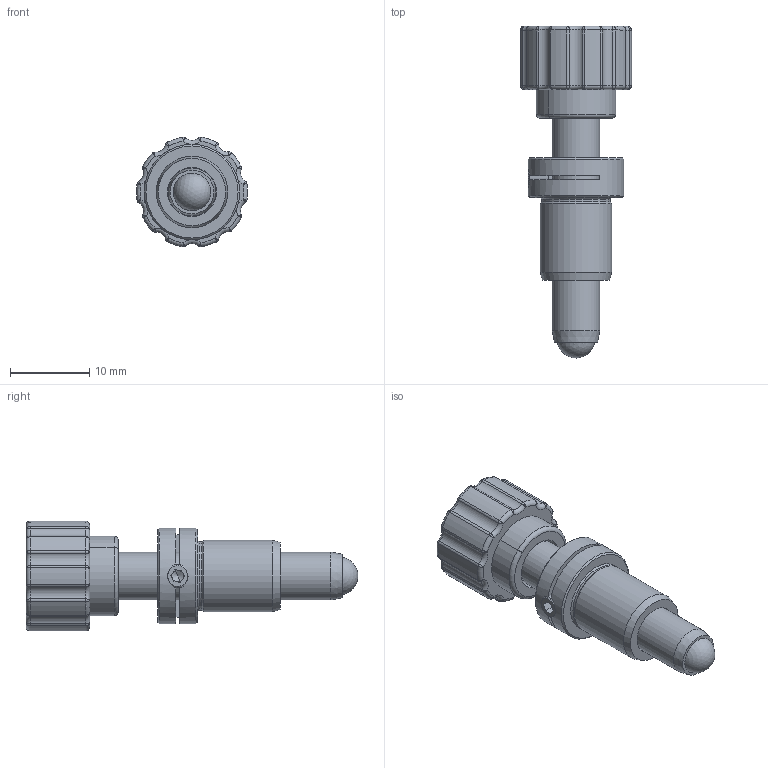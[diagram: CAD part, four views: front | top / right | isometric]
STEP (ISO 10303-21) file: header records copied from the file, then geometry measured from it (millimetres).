
FILE_DESCRIPTION (( 'STEP AP214' ), '1' );
FILE_NAME ('SPM6L42S.STEP', '2021-07-09T03:53:39', ( '' ), ( '' ), 'SwSTEP 2.0', 'SolidWorks 2018', '' );
FILE_SCHEMA (( 'AUTOMOTIVE_DESIGN' ));
Length unit declared in the file: millimetre
Products named in the file (1): SPM6L42S
Bounding box: 13.98 x 41.8 x 13.83 mm (x, y, z)
Volume: 2931.3 mm3; surface area: 2683.3 mm2
Topology: 4 solids, 4 shells, 325 faces, 806 edges, 462 vertices
Faces by surface type: bspline 144, cylinder 64, plane 55, torus 42, cone 19, sphere 1
Full cylindrical faces by diameter (mm): 5.75 x2, 6 x1, 7 x1, 8.6 x1, 9 x1, 12 x1
Entity records: 16131 total; most frequent: CARTESIAN_POINT 6066, ORIENTED_EDGE 1486, DIRECTION 1014, EDGE_CURVE 743, VERTEX_POINT 458, AXIS2_PLACEMENT_3D 381, EDGE_LOOP 363, FACE_OUTER_BOUND 332
